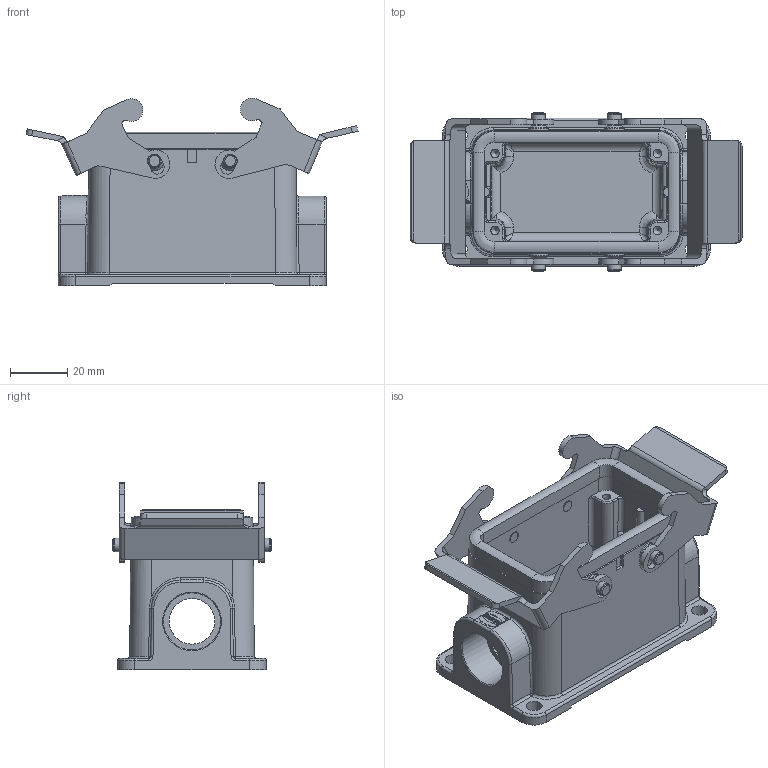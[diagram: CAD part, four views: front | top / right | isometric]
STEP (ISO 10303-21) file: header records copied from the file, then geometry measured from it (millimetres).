
FILE_DESCRIPTION((''),'2;1');
FILE_NAME('04300101267.stp','2020-07-07T14:40:01',('e.eickhoff'),(''),'Autodesk Inventor 2012','Autodesk Inventor 2012','');
FILE_SCHEMA(('AUTOMOTIVE_DESIGN { 1 0 10303 214 1 1 1 1 }'));
Length unit declared in the file: millimetre
Products named in the file (3): 04300101267; Metallbügel Quer
Assembly tree (3 placements, depth 2):
  04300101267
    Metallbügel Quer  x2
    04300101267
Bounding box: 116.41 x 56.06 x 65.84 mm (x, y, z)
Volume: 83156.5 mm3; surface area: 44232.3 mm2
Topology: 3 solids, 3 shells, 511 faces, 1308 edges, 824 vertices
Faces by surface type: plane 241, cylinder 174, bspline 42, torus 32, cone 18, sphere 4
Full cylindrical faces by diameter (mm): 0.88 x1, 1.04 x1, 3 x4, 4 x4, 4.8 x4, 5.6 x4, 7 x4, 16 x2, 20 x2
Entity records: 14746 total; most frequent: CARTESIAN_POINT 3621, DIRECTION 2299, ORIENTED_EDGE 2178, EDGE_CURVE 1089, AXIS2_PLACEMENT_3D 832, VERTEX_POINT 714, VECTOR 635, LINE 635
